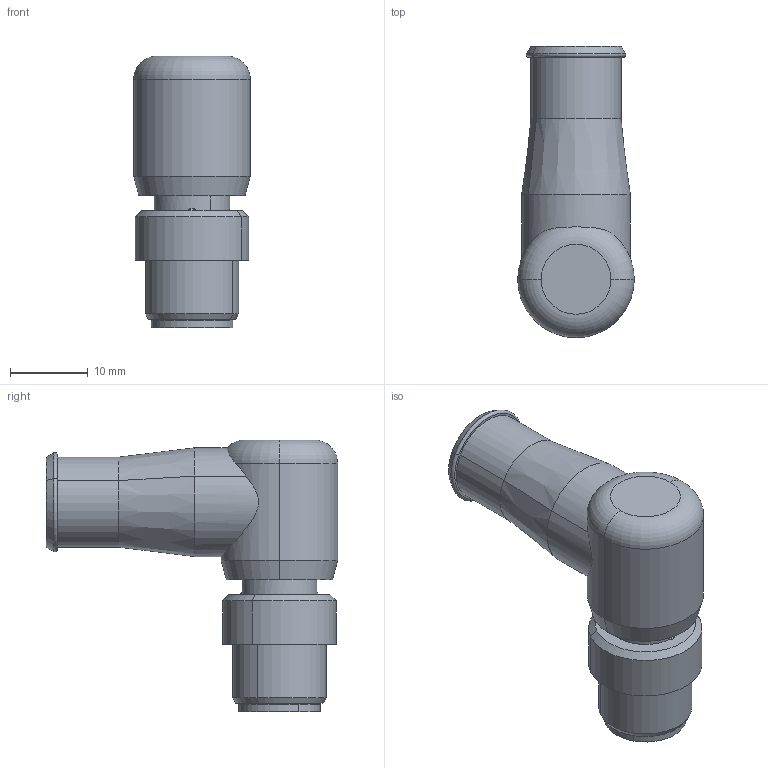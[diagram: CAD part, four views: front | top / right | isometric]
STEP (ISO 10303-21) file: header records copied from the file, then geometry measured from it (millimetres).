
FILE_DESCRIPTION(('CATIA V5 STEP Exchange','CAx-IF Rec.Pracs.--- Model Styling and Organization---1.5--- 2016-08-15','CAx-IF Rec.Pracs.---Supplemental Geometry---1.0---2011-11-01','CAx-IF Rec.Pracs.--- Composite Materials ---1.1---2010-07-15'),'2;1');
FILE_NAME ('2197885-4_0', '2025-11-10T09:47:45+00:00', ('none'), ('Weidmueller'), 'CATIA Version 5-6 Release 2024 SP4', 'CATIA V5 STEP AP214 v3', 'none');
FILE_SCHEMA(('AUTOMOTIVE_DESIGN { 1 0 10303 214 1 1 1 1 }'));
Length unit declared in the file: millimetre
Products named in the file (1): 3165980000
Bounding box: 15 x 37.5 x 35 mm (x, y, z)
Volume: 7558 mm3; surface area: 4221.4 mm2
Topology: 1 solids, 4 shells, 121 faces, 289 edges, 184 vertices
Faces by surface type: cylinder 57, plane 26, cone 18, torus 12, sphere 8
Entity records: 3488 total; most frequent: CARTESIAN_POINT 827, ORIENTED_EDGE 562, DIRECTION 415, EDGE_CURVE 281, AXIS2_PLACEMENT_3D 247, VERTEX_POINT 184, CIRCLE 161, EDGE_LOOP 139
